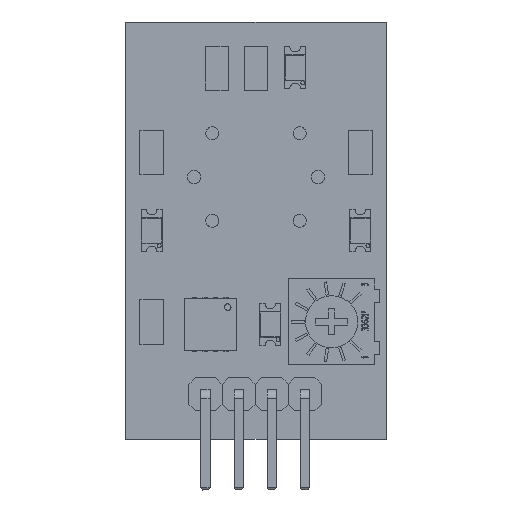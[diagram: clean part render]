
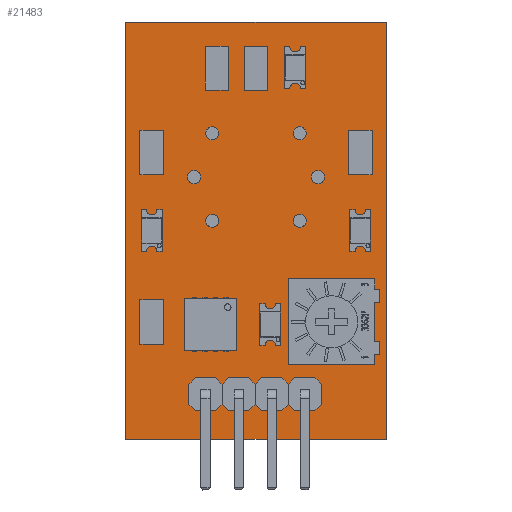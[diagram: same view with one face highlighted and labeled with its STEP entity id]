
A CAD part, top view. The second image highlights one B-rep face of the part: STEP entity #21483.
In plain terms, the highlighted planar face has unit normal (0, 0, 1).
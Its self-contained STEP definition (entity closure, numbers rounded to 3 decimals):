
#912 = CARTESIAN_POINT ( 'NONE',  ( 20., 32., 0. ) ) ;
#2714 = FACE_OUTER_BOUND ( 'NONE', #27620, .T. ) ;
#3702 = ORIENTED_EDGE ( 'NONE', *, *, #8962, .T. ) ;
#3813 = LINE ( 'NONE', #13540, #28343 ) ;
#5318 = CARTESIAN_POINT ( 'NONE',  ( 20., 0., 0. ) ) ;
#6176 = ORIENTED_EDGE ( 'NONE', *, *, #11143, .T. ) ;
#6757 = LINE ( 'NONE', #13591, #14345 ) ;
#7295 = VERTEX_POINT ( 'NONE', #19984 ) ;
#7704 = CARTESIAN_POINT ( 'NONE',  ( 0., 32., 0. ) ) ;
#8329 = DIRECTION ( 'NONE',  ( -1., 0., 0. ) ) ;
#8552 = EDGE_CURVE ( 'NONE', #30136, #21459, #27701, .T. ) ;
#8962 = EDGE_CURVE ( 'NONE', #7295, #24849, #6757, .T. ) ;
#11143 = EDGE_CURVE ( 'NONE', #21459, #7295, #3813, .T. ) ;
#12368 = DIRECTION ( 'NONE',  ( 0., 1., 0. ) ) ;
#13540 = CARTESIAN_POINT ( 'NONE',  ( 0., 32., 0. ) ) ;
#13591 = CARTESIAN_POINT ( 'NONE',  ( 0., 0., 0. ) ) ;
#14345 = VECTOR ( 'NONE', #23867, 1000. ) ;
#15128 = ORIENTED_EDGE ( 'NONE', *, *, #8552, .T. ) ;
#16385 = DIRECTION ( 'NONE',  ( -1., 0., 0. ) ) ;
#17715 = PLANE ( 'NONE',  #23513 ) ;
#18639 = CARTESIAN_POINT ( 'NONE',  ( 0., 0., 0. ) ) ;
#18676 = DIRECTION ( 'NONE',  ( 0., -1., 0. ) ) ;
#19539 = LINE ( 'NONE', #5318, #29858 ) ;
#19777 = ORIENTED_EDGE ( 'NONE', *, *, #23733, .T. ) ;
#19984 = CARTESIAN_POINT ( 'NONE',  ( 0., 0., 0. ) ) ;
#20155 = CARTESIAN_POINT ( 'NONE',  ( 20., 0., 0. ) ) ;
#21459 = VERTEX_POINT ( 'NONE', #7704 ) ;
#21483 = ADVANCED_FACE ( 'NONE', ( #2714 ), #17715, .F. ) ;
#22711 = DIRECTION ( 'NONE',  ( 0., 0., -1. ) ) ;
#23513 = AXIS2_PLACEMENT_3D ( 'NONE', #18639, #22711, #16385 ) ;
#23733 = EDGE_CURVE ( 'NONE', #24849, #30136, #19539, .T. ) ;
#23867 = DIRECTION ( 'NONE',  ( 1., 0., 0. ) ) ;
#24849 = VERTEX_POINT ( 'NONE', #20155 ) ;
#26543 = CARTESIAN_POINT ( 'NONE',  ( 20., 32., 0. ) ) ;
#27620 = EDGE_LOOP ( 'NONE', ( #19777, #15128, #6176, #3702 ) ) ;
#27701 = LINE ( 'NONE', #912, #27868 ) ;
#27868 = VECTOR ( 'NONE', #8329, 1000. ) ;
#28343 = VECTOR ( 'NONE', #18676, 1000. ) ;
#29858 = VECTOR ( 'NONE', #12368, 1000. ) ;
#30136 = VERTEX_POINT ( 'NONE', #26543 ) ;
